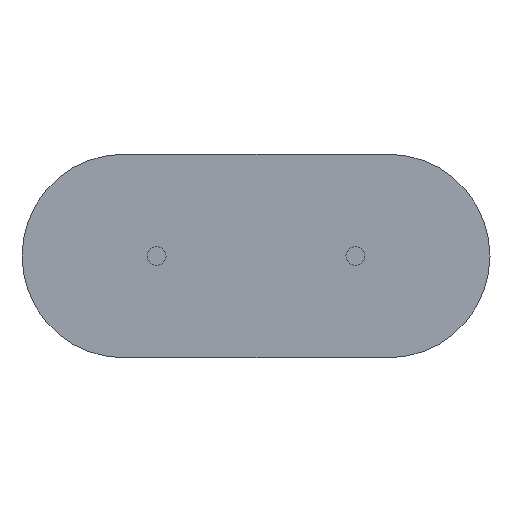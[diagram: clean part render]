
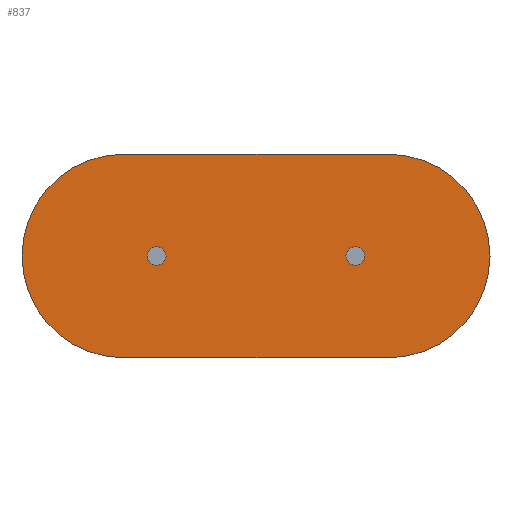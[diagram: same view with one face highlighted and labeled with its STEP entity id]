
A CAD part, front view. The second image highlights one B-rep face of the part: STEP entity #837.
In plain terms, the highlighted planar face has unit normal (0, -1, 0).
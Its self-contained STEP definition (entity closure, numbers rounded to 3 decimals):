
#1 = CARTESIAN_POINT ( 'NONE',  ( -3.25, 0., 2.5 ) ) ;
#7 = ORIENTED_EDGE ( 'NONE', *, *, #860, .F. ) ;
#20 = VERTEX_POINT ( 'NONE', #430 ) ;
#22 = DIRECTION ( 'NONE',  ( 0., 0., 1. ) ) ;
#23 = VERTEX_POINT ( 'NONE', #278 ) ;
#36 = VERTEX_POINT ( 'NONE', #573 ) ;
#69 = LINE ( 'NONE', #644, #630 ) ;
#86 = EDGE_LOOP ( 'NONE', ( #216, #341 ) ) ;
#90 = DIRECTION ( 'NONE',  ( 0., 0., 1. ) ) ;
#92 = DIRECTION ( 'NONE',  ( 0., 0., 1. ) ) ;
#102 = DIRECTION ( 'NONE',  ( 0., 1., 0. ) ) ;
#104 = CARTESIAN_POINT ( 'NONE',  ( -3.25, 0., 0. ) ) ;
#105 = DIRECTION ( 'NONE',  ( 0., 1., 0. ) ) ;
#129 = VERTEX_POINT ( 'NONE', #571 ) ;
#155 = FACE_OUTER_BOUND ( 'NONE', #578, .T. ) ;
#163 = CIRCLE ( 'NONE', #899, 0.229 ) ;
#176 = VERTEX_POINT ( 'NONE', #796 ) ;
#189 = FACE_BOUND ( 'NONE', #931, .T. ) ;
#216 = ORIENTED_EDGE ( 'NONE', *, *, #316, .F. ) ;
#217 = AXIS2_PLACEMENT_3D ( 'NONE', #304, #597, #90 ) ;
#227 = ORIENTED_EDGE ( 'NONE', *, *, #636, .F. ) ;
#232 = AXIS2_PLACEMENT_3D ( 'NONE', #104, #105, #900 ) ;
#272 = VERTEX_POINT ( 'NONE', #379 ) ;
#278 = CARTESIAN_POINT ( 'NONE',  ( 3.25, 0., 2.5 ) ) ;
#298 = DIRECTION ( 'NONE',  ( 0., -1., 0. ) ) ;
#300 = PLANE ( 'NONE',  #232 ) ;
#304 = CARTESIAN_POINT ( 'NONE',  ( -3.25, 0., 0. ) ) ;
#311 = ORIENTED_EDGE ( 'NONE', *, *, #829, .F. ) ;
#316 = EDGE_CURVE ( 'NONE', #20, #364, #163, .T. ) ;
#320 = AXIS2_PLACEMENT_3D ( 'NONE', #589, #669, #580 ) ;
#328 = CARTESIAN_POINT ( 'NONE',  ( 2.44, 0., -0.228 ) ) ;
#341 = ORIENTED_EDGE ( 'NONE', *, *, #442, .F. ) ;
#355 = ORIENTED_EDGE ( 'NONE', *, *, #663, .F. ) ;
#364 = VERTEX_POINT ( 'NONE', #328 ) ;
#378 = DIRECTION ( 'NONE',  ( 1., 0., 0. ) ) ;
#379 = CARTESIAN_POINT ( 'NONE',  ( -2.44, 0., -0.229 ) ) ;
#403 = CIRCLE ( 'NONE', #217, 2.5 ) ;
#415 = VECTOR ( 'NONE', #378, 1000. ) ;
#430 = CARTESIAN_POINT ( 'NONE',  ( 2.44, 0., 0.229 ) ) ;
#434 = CIRCLE ( 'NONE', #560, 0.229 ) ;
#442 = EDGE_CURVE ( 'NONE', #364, #20, #434, .T. ) ;
#463 = LINE ( 'NONE', #515, #415 ) ;
#477 = DIRECTION ( 'NONE',  ( 0., -1., 0. ) ) ;
#480 = CARTESIAN_POINT ( 'NONE',  ( 2.44, 0., 0. ) ) ;
#502 = DIRECTION ( 'NONE',  ( -1., 0., 0. ) ) ;
#515 = CARTESIAN_POINT ( 'NONE',  ( -3.25, 0., 2.5 ) ) ;
#537 = CARTESIAN_POINT ( 'NONE',  ( 3.25, 0., 0. ) ) ;
#560 = AXIS2_PLACEMENT_3D ( 'NONE', #772, #763, #830 ) ;
#571 = CARTESIAN_POINT ( 'NONE',  ( 3.25, 0., -2.5 ) ) ;
#573 = CARTESIAN_POINT ( 'NONE',  ( -3.25, 0., -2.5 ) ) ;
#578 = EDGE_LOOP ( 'NONE', ( #311, #227, #7, #355 ) ) ;
#580 = DIRECTION ( 'NONE',  ( 0., 0., 1. ) ) ;
#589 = CARTESIAN_POINT ( 'NONE',  ( -2.44, 0., 0. ) ) ;
#597 = DIRECTION ( 'NONE',  ( 0., 1., 0. ) ) ;
#611 = AXIS2_PLACEMENT_3D ( 'NONE', #537, #102, #92 ) ;
#629 = ORIENTED_EDGE ( 'NONE', *, *, #691, .F. ) ;
#630 = VECTOR ( 'NONE', #502, 1000. ) ;
#636 = EDGE_CURVE ( 'NONE', #129, #36, #69, .T. ) ;
#641 = VERTEX_POINT ( 'NONE', #1 ) ;
#643 = FACE_BOUND ( 'NONE', #86, .T. ) ;
#644 = CARTESIAN_POINT ( 'NONE',  ( -3.25, 0., -2.5 ) ) ;
#663 = EDGE_CURVE ( 'NONE', #641, #23, #463, .T. ) ;
#669 = DIRECTION ( 'NONE',  ( 0., -1., 0. ) ) ;
#691 = EDGE_CURVE ( 'NONE', #176, #272, #724, .T. ) ;
#700 = CIRCLE ( 'NONE', #611, 2.5 ) ;
#724 = CIRCLE ( 'NONE', #746, 0.229 ) ;
#746 = AXIS2_PLACEMENT_3D ( 'NONE', #878, #298, #22 ) ;
#763 = DIRECTION ( 'NONE',  ( 0., -1., 0. ) ) ;
#770 = DIRECTION ( 'NONE',  ( 0., 0., 1. ) ) ;
#772 = CARTESIAN_POINT ( 'NONE',  ( 2.44, 0., 0. ) ) ;
#796 = CARTESIAN_POINT ( 'NONE',  ( -2.44, 0., 0.228 ) ) ;
#802 = EDGE_CURVE ( 'NONE', #272, #176, #893, .T. ) ;
#829 = EDGE_CURVE ( 'NONE', #36, #641, #403, .T. ) ;
#830 = DIRECTION ( 'NONE',  ( 0., 0., 1. ) ) ;
#837 = ADVANCED_FACE ( 'NONE', ( #643, #189, #155 ), #300, .F. ) ;
#854 = ORIENTED_EDGE ( 'NONE', *, *, #802, .F. ) ;
#860 = EDGE_CURVE ( 'NONE', #23, #129, #700, .T. ) ;
#878 = CARTESIAN_POINT ( 'NONE',  ( -2.44, 0., 0. ) ) ;
#893 = CIRCLE ( 'NONE', #320, 0.229 ) ;
#899 = AXIS2_PLACEMENT_3D ( 'NONE', #480, #477, #770 ) ;
#900 = DIRECTION ( 'NONE',  ( 0., 0., 1. ) ) ;
#931 = EDGE_LOOP ( 'NONE', ( #629, #854 ) ) ;
